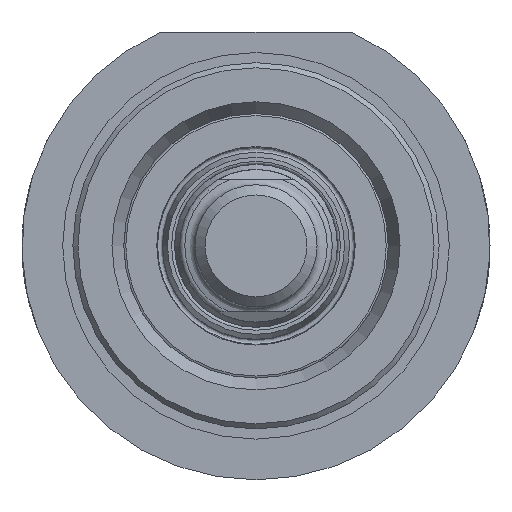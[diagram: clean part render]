
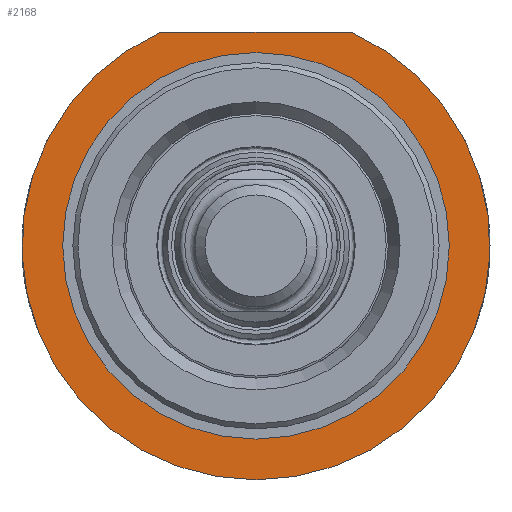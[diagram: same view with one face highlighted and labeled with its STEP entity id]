
A CAD part, front view. The second image highlights one B-rep face of the part: STEP entity #2168.
In plain terms, the highlighted planar face has unit normal (0, -1, 0).
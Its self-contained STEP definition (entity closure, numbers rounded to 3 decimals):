
#2133=CARTESIAN_POINT('',(0.,-79.75,1.74));
#2134=DIRECTION('',(0.0,-1.0,0.0));
#2135=DIRECTION('',(0.0,0.0,-1.0));
#2136=AXIS2_PLACEMENT_3D('',#2133,#2134,#2135);
#2137=PLANE('',#2136);
#2138=CARTESIAN_POINT('',(-9.381,-79.75,21.0));
#2139=VERTEX_POINT('',#2138);
#2140=CARTESIAN_POINT('',(9.381,-79.75,21.0));
#2141=VERTEX_POINT('',#2140);
#2142=CARTESIAN_POINT('',(-9.381,-79.75,21.0));
#2143=DIRECTION('',(1.0,0.0,0.0));
#2144=VECTOR('',#2143,18.762);
#2145=LINE('',#2142,#2144);
#2146=EDGE_CURVE('',#2139,#2141,#2145,.T.);
#2147=ORIENTED_EDGE('',*,*,#2146,.F.);
#2148=CARTESIAN_POINT('',(0.0,-79.75,0.0));
#2149=DIRECTION('',(0.0,1.0,0.0));
#2150=DIRECTION('',(-0.408,0.0,0.913));
#2151=AXIS2_PLACEMENT_3D('',#2148,#2149,#2150);
#2152=CIRCLE('',#2151,23.0);
#2153=EDGE_CURVE('',#2141,#2139,#2152,.T.);
#2154=ORIENTED_EDGE('',*,*,#2153,.F.);
#2155=EDGE_LOOP('',(#2147,#2154));
#2156=FACE_OUTER_BOUND('',#2155,.T.);
#2157=CARTESIAN_POINT('',(0.0,-79.75,19.0));
#2158=VERTEX_POINT('',#2157);
#2159=CARTESIAN_POINT('',(0.0,-79.75,0.0));
#2160=DIRECTION('',(0.0,1.0,0.0));
#2161=DIRECTION('',(0.0,0.0,1.0));
#2162=AXIS2_PLACEMENT_3D('',#2159,#2160,#2161);
#2163=CIRCLE('',#2162,19.0);
#2164=EDGE_CURVE('',#2158,#2158,#2163,.T.);
#2165=ORIENTED_EDGE('',*,*,#2164,.T.);
#2166=EDGE_LOOP('',(#2165));
#2167=FACE_BOUND('',#2166,.T.);
#2168=ADVANCED_FACE('',(#2156,#2167),#2137,.T.);
